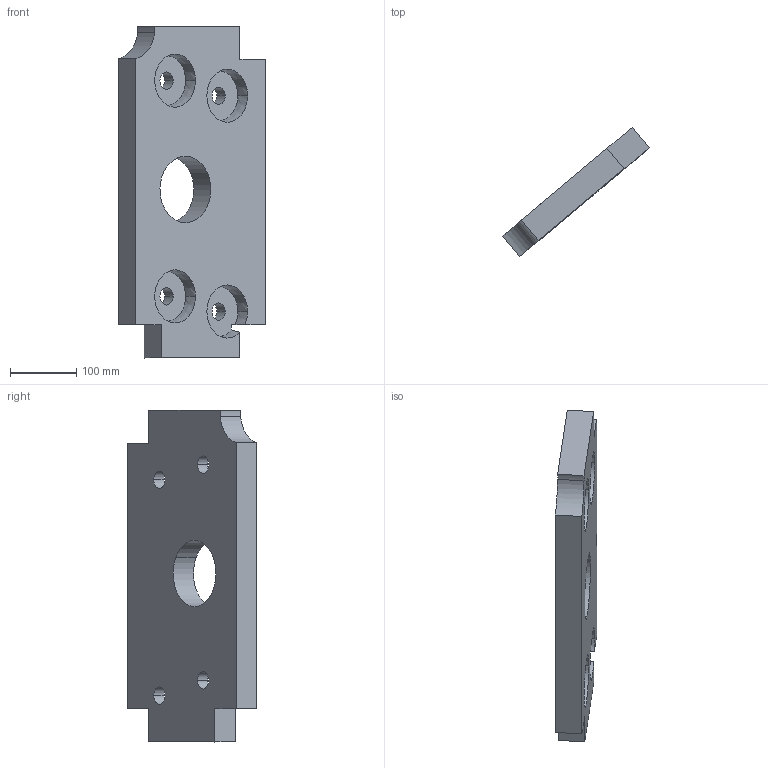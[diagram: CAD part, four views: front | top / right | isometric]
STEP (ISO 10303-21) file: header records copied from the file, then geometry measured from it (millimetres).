
FILE_DESCRIPTION(('FreeCAD Model'),'2;1');
FILE_NAME('Open CASCADE Shape Model','2023-07-03T17:04:17',(''),(''), 'Open CASCADE STEP processor 7.6','FreeCAD','Unknown');
FILE_SCHEMA(('AUTOMOTIVE_DESIGN { 1 0 10303 214 1 1 1 1 }'));
Length unit declared in the file: millimetre
Products named in the file (1): SOLID003
Bounding box: 221.05 x 194.55 x 500 mm (x, y, z)
Volume: 4008766.3 mm3; surface area: 312598.2 mm2
Topology: 1 solids, 1 shells, 37 faces, 102 edges, 70 vertices
Faces by surface type: plane 16, cylinder 12, cone 9
Entity records: 2963 total; most frequent: CARTESIAN_POINT 924, DIRECTION 382, ORIENTED_EDGE 204, PCURVE 204, DEFINITIONAL_REPRESENTATION 204, LINE 193, VECTOR 193, EDGE_CURVE 102
